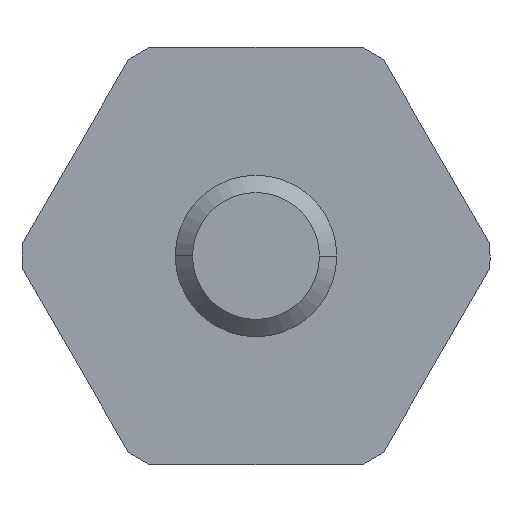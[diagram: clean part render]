
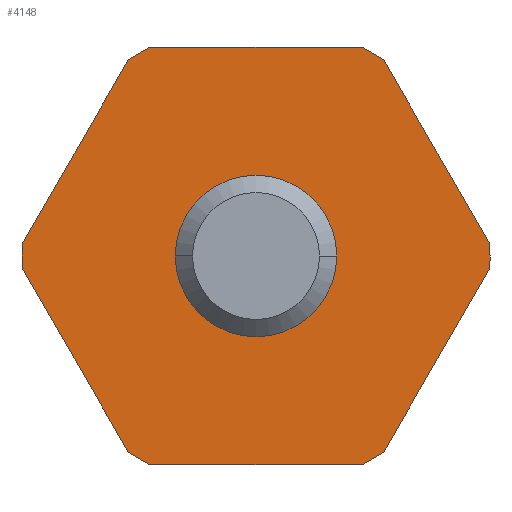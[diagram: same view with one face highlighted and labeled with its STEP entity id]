
A CAD part, front view. The second image highlights one B-rep face of the part: STEP entity #4148.
In plain terms, the highlighted planar face has unit normal (0, -1, 0).
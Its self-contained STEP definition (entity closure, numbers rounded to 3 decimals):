
#729=DIRECTION('',(-0.5,0.,0.866));
#730=VECTOR('',#729,20.857);
#731=CARTESIAN_POINT('',(-12.539,0.,-19.281));
#732=LINE('',#731,#730);
#733=CARTESIAN_POINT('',(0.,0.,0.));
#734=DIRECTION('',(0.,1.,0.));
#735=DIRECTION('',(-0.999,0.,-0.053));
#736=AXIS2_PLACEMENT_3D('',#733,#734,#735);
#738=DIRECTION('',(0.5,0.,0.866));
#739=VECTOR('',#738,20.857);
#740=CARTESIAN_POINT('',(-22.968,0.,1.219));
#741=LINE('',#740,#739);
#742=CARTESIAN_POINT('',(0.,0.,0.));
#743=DIRECTION('',(0.,1.,0.));
#744=DIRECTION('',(-0.545,0.,0.838));
#745=AXIS2_PLACEMENT_3D('',#742,#743,#744);
#747=DIRECTION('',(1.,0.,0.));
#748=VECTOR('',#747,20.857);
#749=CARTESIAN_POINT('',(-10.428,0.,20.5));
#750=LINE('',#749,#748);
#751=CARTESIAN_POINT('',(0.,0.,0.));
#752=DIRECTION('',(0.,1.,0.));
#753=DIRECTION('',(0.453,0.,0.891));
#754=AXIS2_PLACEMENT_3D('',#751,#752,#753);
#756=DIRECTION('',(0.5,0.,-0.866));
#757=VECTOR('',#756,20.857);
#758=CARTESIAN_POINT('',(12.539,0.,19.281));
#759=LINE('',#758,#757);
#760=CARTESIAN_POINT('',(0.,0.,0.));
#761=DIRECTION('',(0.,1.,0.));
#762=DIRECTION('',(0.999,0.,0.053));
#763=AXIS2_PLACEMENT_3D('',#760,#761,#762);
#765=DIRECTION('',(-0.5,0.,-0.866));
#766=VECTOR('',#765,20.857);
#767=CARTESIAN_POINT('',(22.968,0.,-1.219));
#768=LINE('',#767,#766);
#769=CARTESIAN_POINT('',(0.,0.,0.));
#770=DIRECTION('',(0.,1.,0.));
#771=DIRECTION('',(0.545,0.,-0.838));
#772=AXIS2_PLACEMENT_3D('',#769,#770,#771);
#774=DIRECTION('',(-1.,0.,0.));
#775=VECTOR('',#774,20.857);
#776=CARTESIAN_POINT('',(10.428,0.,-20.5));
#777=LINE('',#776,#775);
#778=CARTESIAN_POINT('',(0.,0.,0.));
#779=DIRECTION('',(0.,1.,0.));
#780=DIRECTION('',(-0.453,0.,-0.891));
#781=AXIS2_PLACEMENT_3D('',#778,#779,#780);
#783=CARTESIAN_POINT('',(0.,0.,0.));
#784=DIRECTION('',(0.,-1.,0.));
#785=DIRECTION('',(1.,0.,0.));
#786=AXIS2_PLACEMENT_3D('',#783,#784,#785);
#788=CARTESIAN_POINT('',(0.,0.,0.));
#789=DIRECTION('',(0.,-1.,0.));
#790=DIRECTION('',(-1.,0.,0.));
#791=AXIS2_PLACEMENT_3D('',#788,#789,#790);
#2783=CARTESIAN_POINT('',(-12.539,0.,-19.281));
#2784=CARTESIAN_POINT('',(-22.968,0.,-1.219));
#2785=VERTEX_POINT('',#2783);
#2786=VERTEX_POINT('',#2784);
#2787=CARTESIAN_POINT('',(-10.428,0.,-20.5));
#2788=VERTEX_POINT('',#2787);
#2789=CARTESIAN_POINT('',(10.428,0.,-20.5));
#2790=VERTEX_POINT('',#2789);
#2791=CARTESIAN_POINT('',(12.539,0.,-19.281));
#2792=VERTEX_POINT('',#2791);
#2793=CARTESIAN_POINT('',(22.968,0.,-1.219));
#2794=VERTEX_POINT('',#2793);
#2795=CARTESIAN_POINT('',(22.968,0.,1.219));
#2796=VERTEX_POINT('',#2795);
#2797=CARTESIAN_POINT('',(12.539,0.,19.281));
#2798=VERTEX_POINT('',#2797);
#2799=CARTESIAN_POINT('',(10.428,0.,20.5));
#2800=VERTEX_POINT('',#2799);
#2801=CARTESIAN_POINT('',(-10.428,0.,20.5));
#2802=VERTEX_POINT('',#2801);
#2803=CARTESIAN_POINT('',(-12.539,0.,19.281));
#2804=VERTEX_POINT('',#2803);
#2805=CARTESIAN_POINT('',(-22.968,0.,1.219));
#2806=VERTEX_POINT('',#2805);
#3679=CARTESIAN_POINT('',(6.35,0.,0.));
#3681=VERTEX_POINT('',#3679);
#3684=CARTESIAN_POINT('',(-6.35,0.,0.));
#3686=VERTEX_POINT('',#3684);
#4112=CARTESIAN_POINT('',(0.,0.,0.));
#4113=DIRECTION('',(0.,1.,0.));
#4114=DIRECTION('',(1.,0.,0.));
#4115=AXIS2_PLACEMENT_3D('',#4112,#4113,#4114);
#4116=PLANE('',#4115);
#4118=ORIENTED_EDGE('',*,*,#4117,.T.);
#4120=ORIENTED_EDGE('',*,*,#4119,.T.);
#4122=ORIENTED_EDGE('',*,*,#4121,.T.);
#4124=ORIENTED_EDGE('',*,*,#4123,.T.);
#4125=ORIENTED_EDGE('',*,*,#3720,.T.);
#4127=ORIENTED_EDGE('',*,*,#4126,.T.);
#4129=ORIENTED_EDGE('',*,*,#4128,.T.);
#4131=ORIENTED_EDGE('',*,*,#4130,.T.);
#4133=ORIENTED_EDGE('',*,*,#4132,.T.);
#4135=ORIENTED_EDGE('',*,*,#4134,.T.);
#4137=ORIENTED_EDGE('',*,*,#4136,.T.);
#4139=ORIENTED_EDGE('',*,*,#4138,.T.);
#4140=EDGE_LOOP('',(#4118,#4120,#4122,#4124,#4125,#4127,#4129,#4131,#4133,#4135,
#4137,#4139));
#4141=FACE_OUTER_BOUND('',#4140,.F.);
#4143=ORIENTED_EDGE('',*,*,#4142,.T.);
#4145=ORIENTED_EDGE('',*,*,#4144,.T.);
#4146=EDGE_LOOP('',(#4143,#4145));
#4147=FACE_BOUND('',#4146,.F.);
#4148=ADVANCED_FACE('',(#4141,#4147),#4116,.F.);
#737=CIRCLE('',#736,23.);
#746=CIRCLE('',#745,23.);
#755=CIRCLE('',#754,23.);
#764=CIRCLE('',#763,23.);
#773=CIRCLE('',#772,23.);
#782=CIRCLE('',#781,23.);
#787=CIRCLE('',#786,6.35);
#792=CIRCLE('',#791,6.35);
#3720=EDGE_CURVE('',#2802,#2800,#750,.T.);
#4117=EDGE_CURVE('',#2785,#2786,#732,.T.);
#4119=EDGE_CURVE('',#2786,#2806,#737,.T.);
#4121=EDGE_CURVE('',#2806,#2804,#741,.T.);
#4123=EDGE_CURVE('',#2804,#2802,#746,.T.);
#4126=EDGE_CURVE('',#2800,#2798,#755,.T.);
#4128=EDGE_CURVE('',#2798,#2796,#759,.T.);
#4130=EDGE_CURVE('',#2796,#2794,#764,.T.);
#4132=EDGE_CURVE('',#2794,#2792,#768,.T.);
#4134=EDGE_CURVE('',#2792,#2790,#773,.T.);
#4136=EDGE_CURVE('',#2790,#2788,#777,.T.);
#4138=EDGE_CURVE('',#2788,#2785,#782,.T.);
#4142=EDGE_CURVE('',#3681,#3686,#787,.T.);
#4144=EDGE_CURVE('',#3686,#3681,#792,.T.);
